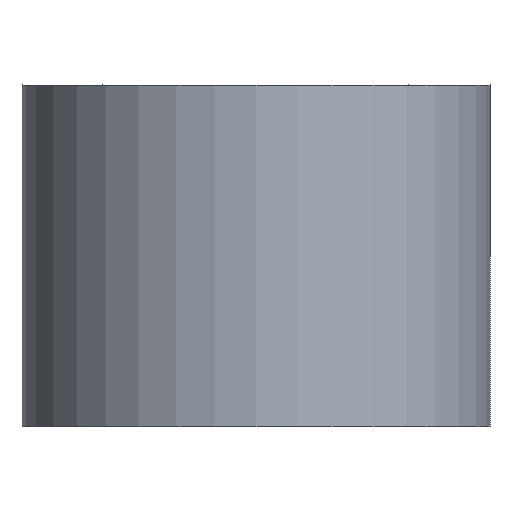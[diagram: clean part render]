
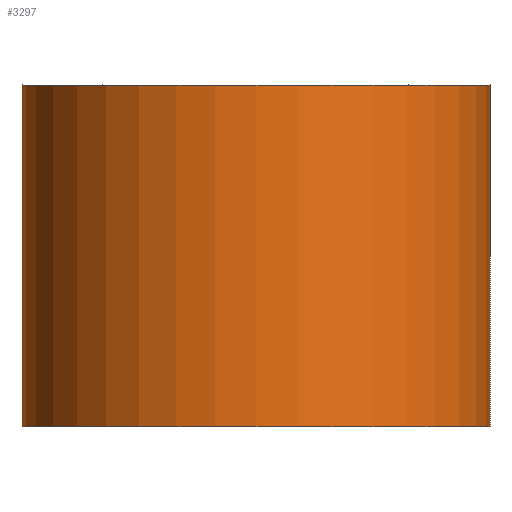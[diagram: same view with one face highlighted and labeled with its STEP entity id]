
A CAD part, front view. The second image highlights one B-rep face of the part: STEP entity #3297.
In plain terms, the highlighted cylindrical face has radius 13 mm (diameter 26 mm), a partial arc.
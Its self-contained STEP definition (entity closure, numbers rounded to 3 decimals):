
#50 = CYLINDRICAL_SURFACE ( 'NONE', #2728, 13. ) ;
#181 = CARTESIAN_POINT ( 'NONE',  ( 13., 0., 19. ) ) ;
#348 = CARTESIAN_POINT ( 'NONE',  ( 13., 0., 0. ) ) ;
#391 = VERTEX_POINT ( 'NONE', #2043 ) ;
#506 = VECTOR ( 'NONE', #1217, 1000. ) ;
#524 = EDGE_LOOP ( 'NONE', ( #1766, #2890, #2289, #3069 ) ) ;
#728 = VERTEX_POINT ( 'NONE', #1382 ) ;
#815 = EDGE_CURVE ( 'NONE', #2224, #1272, #2464, .T. ) ;
#851 = DIRECTION ( 'NONE',  ( 1., 0., 0. ) ) ;
#904 = CARTESIAN_POINT ( 'NONE',  ( 0., 0., 0. ) ) ;
#919 = DIRECTION ( 'NONE',  ( -1., 0., 0. ) ) ;
#922 = AXIS2_PLACEMENT_3D ( 'NONE', #904, #3193, #851 ) ;
#1217 = DIRECTION ( 'NONE',  ( 0., 0., -1. ) ) ;
#1272 = VERTEX_POINT ( 'NONE', #348 ) ;
#1324 = CARTESIAN_POINT ( 'NONE',  ( 13., 0., 19. ) ) ;
#1337 = DIRECTION ( 'NONE',  ( 0., 0., 1. ) ) ;
#1362 = CARTESIAN_POINT ( 'NONE',  ( 0., 0., 19. ) ) ;
#1382 = CARTESIAN_POINT ( 'NONE',  ( -13., 0., 0. ) ) ;
#1406 = AXIS2_PLACEMENT_3D ( 'NONE', #1362, #1337, #3410 ) ;
#1766 = ORIENTED_EDGE ( 'NONE', *, *, #815, .F. ) ;
#1792 = CARTESIAN_POINT ( 'NONE',  ( -13., 0., 19. ) ) ;
#1914 = EDGE_CURVE ( 'NONE', #391, #728, #3239, .T. ) ;
#2043 = CARTESIAN_POINT ( 'NONE',  ( -13., 0., 19. ) ) ;
#2047 = DIRECTION ( 'NONE',  ( 0., 0., -1. ) ) ;
#2224 = VERTEX_POINT ( 'NONE', #1324 ) ;
#2243 = CIRCLE ( 'NONE', #1406, 13. ) ;
#2289 = ORIENTED_EDGE ( 'NONE', *, *, #1914, .T. ) ;
#2296 = CARTESIAN_POINT ( 'NONE',  ( 0., 0., 19. ) ) ;
#2333 = FACE_OUTER_BOUND ( 'NONE', #524, .T. ) ;
#2464 = LINE ( 'NONE', #181, #3021 ) ;
#2665 = CIRCLE ( 'NONE', #922, 13. ) ;
#2728 = AXIS2_PLACEMENT_3D ( 'NONE', #2296, #2047, #919 ) ;
#2890 = ORIENTED_EDGE ( 'NONE', *, *, #3214, .F. ) ;
#3021 = VECTOR ( 'NONE', #3633, 1000. ) ;
#3069 = ORIENTED_EDGE ( 'NONE', *, *, #3327, .T. ) ;
#3193 = DIRECTION ( 'NONE',  ( 0., 0., 1. ) ) ;
#3214 = EDGE_CURVE ( 'NONE', #391, #2224, #2243, .T. ) ;
#3239 = LINE ( 'NONE', #1792, #506 ) ;
#3297 = ADVANCED_FACE ( 'NONE', ( #2333 ), #50, .T. ) ;
#3327 = EDGE_CURVE ( 'NONE', #728, #1272, #2665, .T. ) ;
#3410 = DIRECTION ( 'NONE',  ( 1., 0., 0. ) ) ;
#3633 = DIRECTION ( 'NONE',  ( 0., 0., -1. ) ) ;
